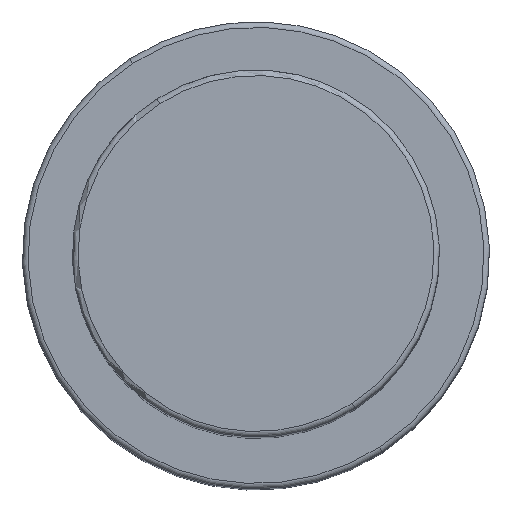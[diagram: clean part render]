
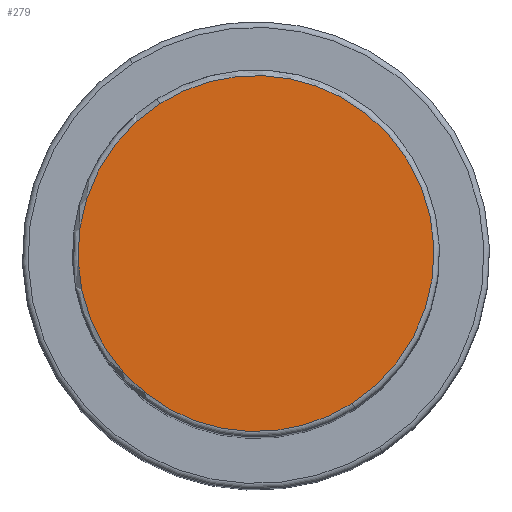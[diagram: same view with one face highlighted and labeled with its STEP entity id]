
A CAD part, top view. The second image highlights one B-rep face of the part: STEP entity #279.
In plain terms, the highlighted planar face has unit normal (0, 0, 1).
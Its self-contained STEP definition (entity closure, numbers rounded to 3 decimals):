
#157=AXIS2_PLACEMENT_3D('Circle Axis2P3D',#155,#156,$) ;
#164=AXIS2_PLACEMENT_3D('Circle Axis2P3D',#162,#163,$) ;
#223=AXIS2_PLACEMENT_3D('Circle Axis2P3D',#221,#222,$) ;
#230=AXIS2_PLACEMENT_3D('Circle Axis2P3D',#228,#229,$) ;
#271=AXIS2_PLACEMENT_3D('Plane Axis2P3D',#268,#269,#270) ;
#145=CARTESIAN_POINT('Vertex',(0.618,1.723,17.8)) ;
#152=CARTESIAN_POINT('Vertex',(1.482,0.377,17.8)) ;
#155=CARTESIAN_POINT('Axis2P3D Location',(1.05,1.05,17.8)) ;
#159=CARTESIAN_POINT('Vertex',(0.666,0.348,17.8)) ;
#162=CARTESIAN_POINT('Axis2P3D Location',(1.05,1.05,17.8)) ;
#221=CARTESIAN_POINT('Axis2P3D Location',(1.05,1.05,17.8)) ;
#225=CARTESIAN_POINT('Vertex',(1.434,1.752,17.8)) ;
#228=CARTESIAN_POINT('Axis2P3D Location',(1.05,1.05,17.8)) ;
#268=CARTESIAN_POINT('Axis2P3D Location',(0.326,1.446,17.8)) ;
#156=DIRECTION('Axis2P3D Direction',(0.,0.,-1.)) ;
#163=DIRECTION('Axis2P3D Direction',(0.,0.,-1.)) ;
#222=DIRECTION('Axis2P3D Direction',(0.,0.,-1.)) ;
#229=DIRECTION('Axis2P3D Direction',(0.,0.,-1.)) ;
#269=DIRECTION('Axis2P3D Direction',(0.,0.,-1.)) ;
#270=DIRECTION('Axis2P3D XDirection',(0.479,0.878,0.)) ;
#274=ORIENTED_EDGE('',*,*,#161,.F.) ;
#275=ORIENTED_EDGE('',*,*,#232,.F.) ;
#276=ORIENTED_EDGE('',*,*,#227,.F.) ;
#277=ORIENTED_EDGE('',*,*,#166,.F.) ;
#279=ADVANCED_FACE('Hauptkoerper',(#278),#272,.F.) ;
#158=CIRCLE('generated circle',#157,0.8) ;
#165=CIRCLE('generated circle',#164,0.8) ;
#224=CIRCLE('generated circle',#223,0.8) ;
#231=CIRCLE('generated circle',#230,0.8) ;
#161=EDGE_CURVE('',#153,#160,#158,.T.) ;
#166=EDGE_CURVE('',#160,#146,#165,.T.) ;
#227=EDGE_CURVE('',#146,#226,#224,.T.) ;
#232=EDGE_CURVE('',#226,#153,#231,.T.) ;
#273=EDGE_LOOP('',(#274,#275,#276,#277)) ;
#278=FACE_OUTER_BOUND('',#273,.T.) ;
#272=PLANE('',#271) ;
#146=VERTEX_POINT('',#145) ;
#153=VERTEX_POINT('',#152) ;
#160=VERTEX_POINT('',#159) ;
#226=VERTEX_POINT('',#225) ;
